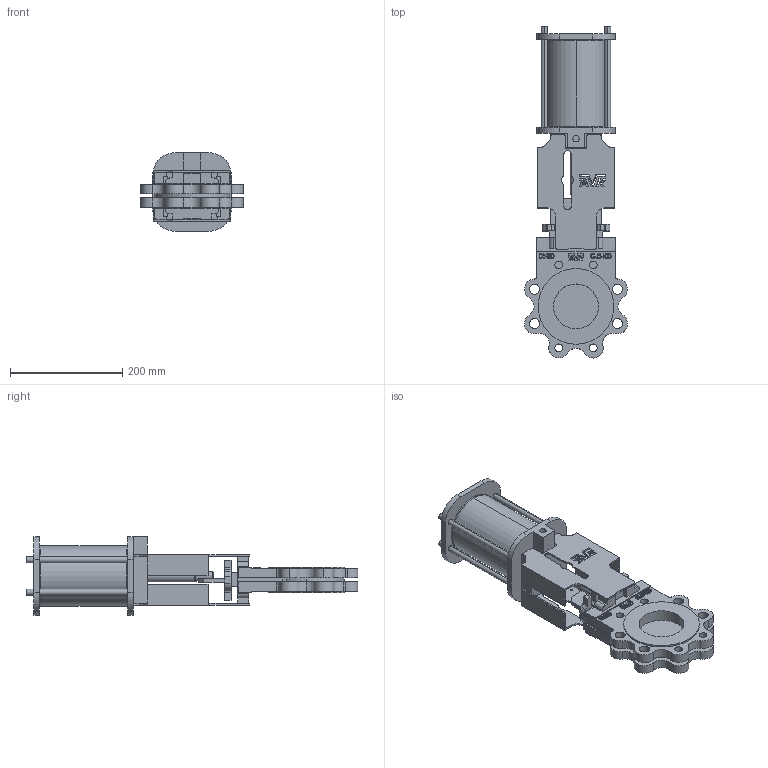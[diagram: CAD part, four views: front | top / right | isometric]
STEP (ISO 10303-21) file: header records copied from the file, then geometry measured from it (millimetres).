
FILE_DESCRIPTION (( 'STEP AP203' ), '1' );
FILE_NAME ('70208040034.STEP', '2017-04-19T08:44:24', ( '' ), ( '' ), 'SwSTEP 2.0', 'SolidWorks 2016', '' );
FILE_SCHEMA (( 'CONFIG_CONTROL_DESIGN' ));
Length unit declared in the file: millimetre
Products named in the file (1): 70208040034
Bounding box: 183.82 x 591.91 x 140 mm (x, y, z)
Volume: 3469296.1 mm3; surface area: 424392.6 mm2
Topology: 1 solids, 1 shells, 1058 faces, 2981 edges, 1985 vertices
Faces by surface type: plane 485, cylinder 409, bspline 160, cone 4
Entity records: 44364 total; most frequent: CARTESIAN_POINT 17039, ORIENTED_EDGE 5962, DIRECTION 5277, EDGE_CURVE 2981, VERTEX_POINT 1985, LINE 1839, VECTOR 1839, AXIS2_PLACEMENT_3D 1719
